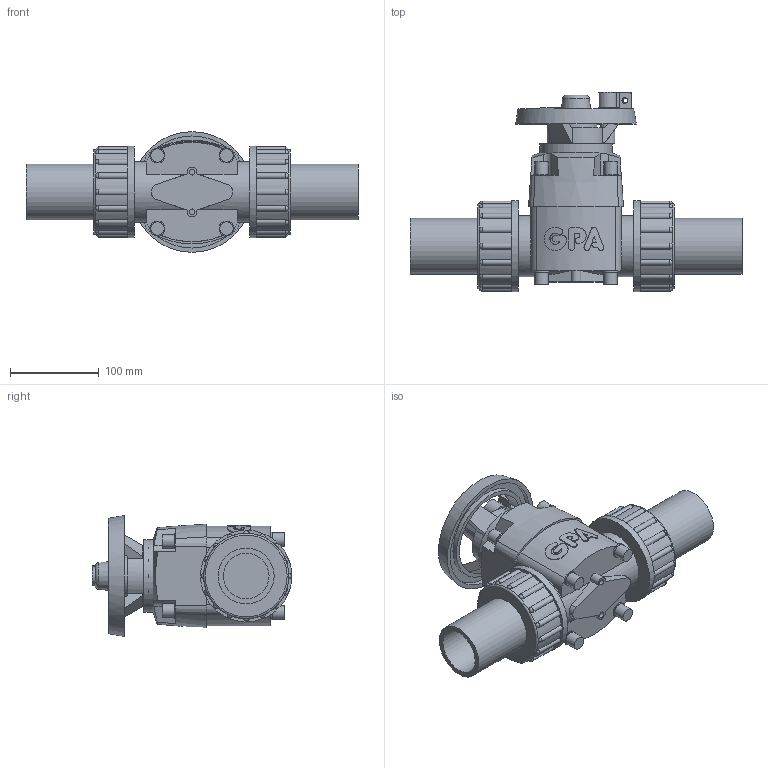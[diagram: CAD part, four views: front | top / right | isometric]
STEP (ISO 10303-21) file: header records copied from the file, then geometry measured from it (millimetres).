
FILE_DESCRIPTION(/* description */ ('PVC Diaphragm Valve with EPDM diaphragm and long PE SDR11 spigots, Ø63/DN50 , PN10'),/* implementation_level */ '2;1');
FILE_NAME(/* name */ 'T4BEU-E-063',/* time_stamp */ '2021-11-23T10:33:11+01:00',/* author */ ('COAB Solutions'),/* organization */ ('GPA Flowsystem'),/* preprocessor_version */ 'ST-DEVELOPER v18.1',/* originating_system */ 'www.coabsolutions.com',/* authorisation */ '');
FILE_SCHEMA (('AUTOMOTIVE_DESIGN { 1 0 10303 214 3 1 1 }'));
Length unit declared in the file: millimetre
Products named in the file (1): T4UIU-E-063
Bounding box: 374 x 225.14 x 136 mm (x, y, z)
Volume: 2405811.2 mm3; surface area: 282474.3 mm2
Topology: 1 solids, 4 shells, 355 faces, 914 edges, 591 vertices
Faces by surface type: plane 170, cylinder 119, sphere 32, bspline 21, cone 9, torus 4
Full cylindrical faces by diameter (mm): 5.667 x1, 6.476 x1, 6.75 x2, 8.16 x14, 15.111 x8, 16.32 x1, 16.622 x8, 46.92 x1, 50 x2, 51.4 x2, 63 x2, 63.02 x2, 68.51 x2, 81.6 x1, 83.43 x2, 96.133 x2, 103 x2, 106.857 x1, 126.286 x1
Entity records: 12535 total; most frequent: CARTESIAN_POINT 3447, DIRECTION 1910, ORIENTED_EDGE 1828, EDGE_CURVE 914, AXIS2_PLACEMENT_3D 766, VERTEX_POINT 591, CIRCLE 410, EDGE_LOOP 389
